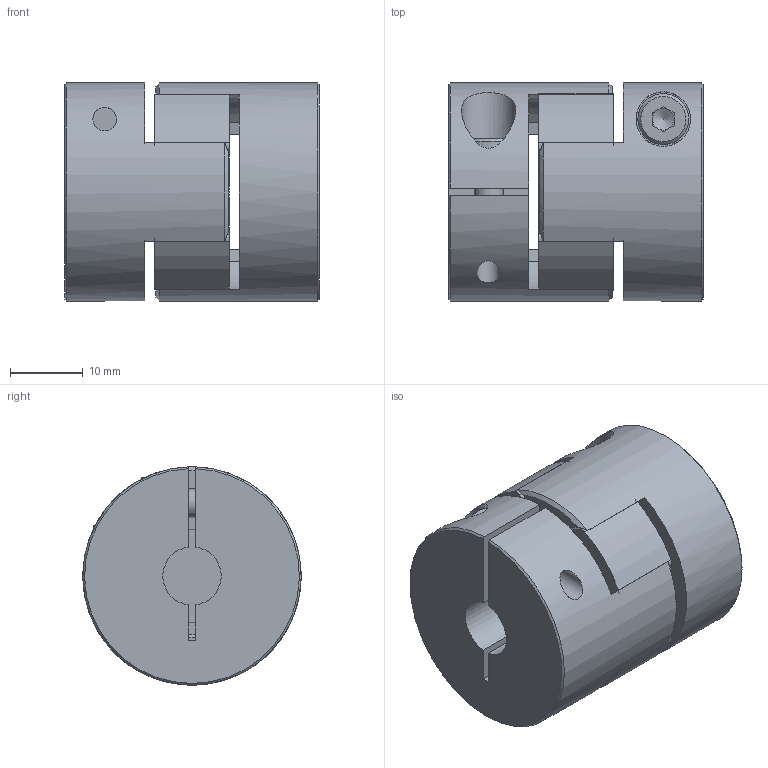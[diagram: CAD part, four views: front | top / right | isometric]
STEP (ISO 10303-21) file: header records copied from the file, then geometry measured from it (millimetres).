
FILE_DESCRIPTION(/* description */ ('STEP AP214'),/* implementation_level */ '2;1');
FILE_NAME(/* name */ 'CPJC30-BL-8-12',/* time_stamp */ '2024-02-01T14:31:14+01:00',/* author */ ('License CC BY-ND 4.0'),/* organization */ ('CADENAS'),/* preprocessor_version */ 'ST-DEVELOPER v19.3',/* originating_system */ 'PARTsolutions',/* authorisation */ ' ');
FILE_SCHEMA (('AUTOMOTIVE_DESIGN {1 0 10303 214 3 1 1}'));
Length unit declared in the file: millimetre
Products named in the file (5): CPJC30-BL-8-12; BL-D30_p; CPJC30-8_b_l; M4_cpjc; CPJC30-12_b_r
Assembly tree (5 placements, depth 2):
  CPJC30-BL-8-12
    BL-D30_p
    CPJC30-8_b_l
    M4_cpjc  x2
    CPJC30-12_b_r
Bounding box: 35 x 30 x 30 mm (x, y, z)
Volume: 20254.6 mm3; surface area: 10562.7 mm2
Topology: 5 solids, 5 shells, 146 faces, 356 edges, 224 vertices
Faces by surface type: plane 68, cylinder 52, cone 26
Full cylindrical faces by diameter (mm): 3.242 x2, 4 x3, 4.1 x1, 7 x2, 7.5 x2
Entity records: 3904 total; most frequent: CARTESIAN_POINT 782, DIRECTION 660, ORIENTED_EDGE 592, EDGE_CURVE 296, AXIS2_PLACEMENT_3D 264, VERTEX_POINT 195, FACE_BOUND 151, EDGE_LOOP 150
